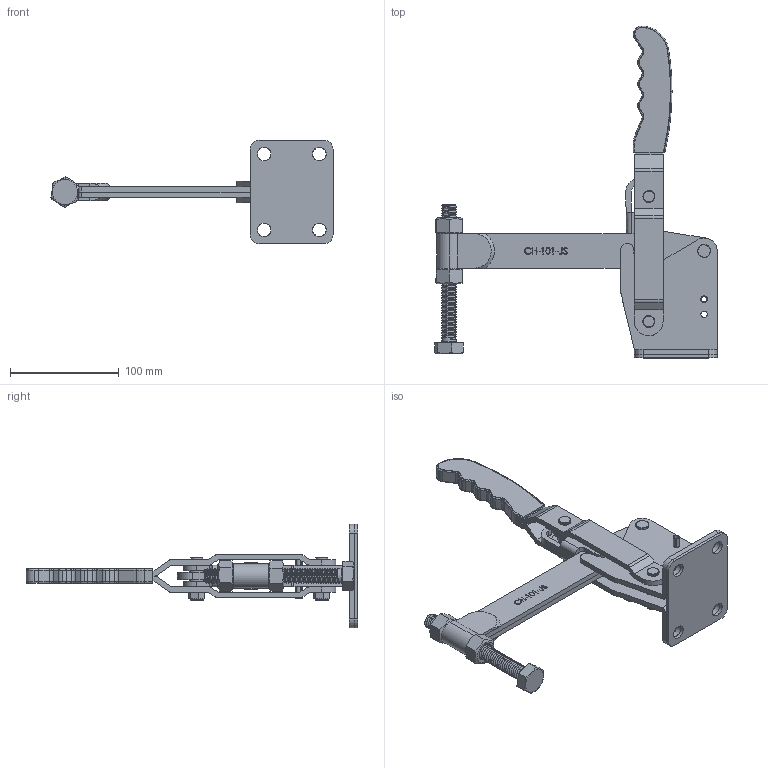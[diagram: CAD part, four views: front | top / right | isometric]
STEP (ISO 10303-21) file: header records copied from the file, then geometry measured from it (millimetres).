
FILE_DESCRIPTION (( 'STEP AP203' ), '1' );
FILE_NAME ('CH-101-JS.STEP', '2017-11-05T07:34:06', ( 'Windows' ), ( 'Microsoft' ), 'SwSTEP 2.0', 'SolidWorks 2015', '' );
FILE_SCHEMA (( 'CONFIG_CONTROL_DESIGN' ));
Length unit declared in the file: millimetre
Products named in the file (15): CH-101-J-04 CONNECTING-PLATE; CH-101-J-06; CH-10247-05; CH-101-J-05; CH-SA-58500 NUT; CH-101-J-07; CH-SA-58500 SPINDLE SUPPLIED; CH-101-J-03 HANDLE; CH-101-J-11; CH-10247-08; CH-101-JS; 3-8-16 LOCK NUT; CH-10247-09; CH-101-JS-02 SOLID BAR_默认<按加工>; CH-101-J-01 FLANGED BASE
Assembly tree (19 placements, depth 2):
  CH-101-JS
    CH-101-J-01 FLANGED BASE
    CH-101-J-06  x2
    CH-101-J-05
    CH-101-J-07
    CH-101-J-03 HANDLE
    CH-10247-08  x2
    3-8-16 LOCK NUT  x2
    CH-10247-09
    CH-101-JS-02 SOLID BAR_默认<按加工>
    CH-101-J-04 CONNECTING-PLATE
    CH-10247-05
    CH-SA-58500 NUT  x2
    CH-SA-58500 SPINDLE SUPPLIED
    CH-101-J-11  x2
Bounding box: 260.05 x 305.81 x 95.2 mm (x, y, z)
Volume: 352801.6 mm3; surface area: 177979.6 mm2
Topology: 24 solids, 24 shells, 1056 faces, 2825 edges, 1848 vertices
Faces by surface type: cylinder 410, plane 339, bspline 184, cone 81, torus 40, sphere 2
Entity records: 44151 total; most frequent: CARTESIAN_POINT 20338, ORIENTED_EDGE 5068, DIRECTION 3976, EDGE_CURVE 2534, VERTEX_POINT 1661, AXIS2_PLACEMENT_3D 1355, LINE 1266, VECTOR 1266
